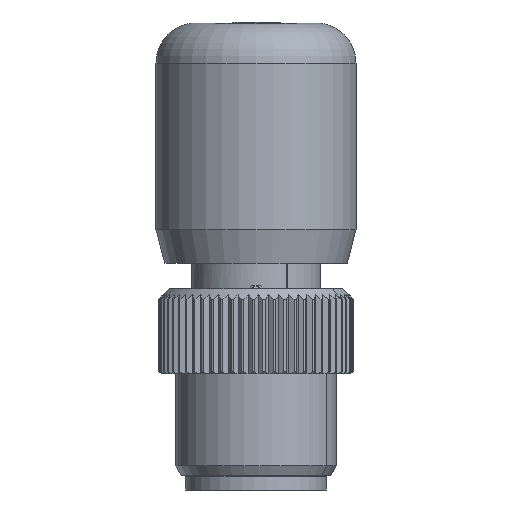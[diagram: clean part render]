
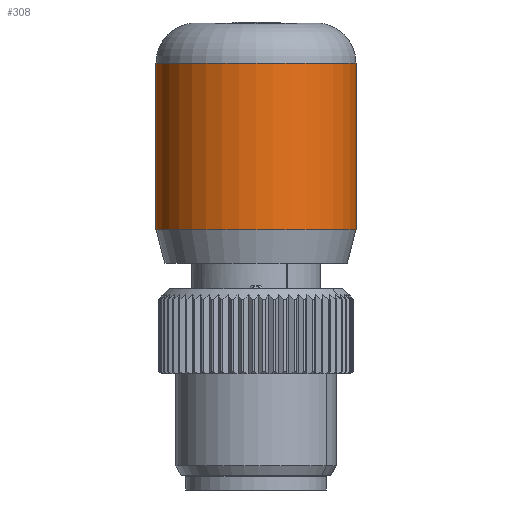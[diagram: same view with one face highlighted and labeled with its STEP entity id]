
A CAD part, front view. The second image highlights one B-rep face of the part: STEP entity #308.
In plain terms, the highlighted cylindrical face has radius 7.5 mm (diameter 15 mm), a partial arc.
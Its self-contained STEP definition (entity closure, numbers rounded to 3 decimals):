
#272=AXIS2_PLACEMENT_3D('Cylinder Axis2P3D',#269,#270,#271) ;
#285=AXIS2_PLACEMENT_3D('Circle Axis2P3D',#283,#284,$) ;
#299=AXIS2_PLACEMENT_3D('Circle Axis2P3D',#297,#298,$) ;
#269=CARTESIAN_POINT('Axis2P3D Location',(7.5,7.5,27.5)) ;
#274=CARTESIAN_POINT('Line Origine',(15.,7.5,27.5)) ;
#278=CARTESIAN_POINT('Vertex',(15.,7.5,19.5)) ;
#280=CARTESIAN_POINT('Vertex',(15.,7.5,32.)) ;
#283=CARTESIAN_POINT('Axis2P3D Location',(7.5,7.5,32.)) ;
#287=CARTESIAN_POINT('Vertex',(0.,7.5,32.)) ;
#290=CARTESIAN_POINT('Line Origine',(0.,7.5,27.5)) ;
#294=CARTESIAN_POINT('Vertex',(0.,7.5,19.5)) ;
#297=CARTESIAN_POINT('Axis2P3D Location',(7.5,7.5,19.5)) ;
#270=DIRECTION('Axis2P3D Direction',(0.,0.,1.)) ;
#271=DIRECTION('Axis2P3D XDirection',(1.,0.,0.)) ;
#275=DIRECTION('Vector Direction',(0.,0.,1.)) ;
#284=DIRECTION('Axis2P3D Direction',(0.,0.,1.)) ;
#291=DIRECTION('Vector Direction',(0.,0.,1.)) ;
#298=DIRECTION('Axis2P3D Direction',(0.,0.,1.)) ;
#276=VECTOR('Line Direction',#275,1.) ;
#292=VECTOR('Line Direction',#291,1.) ;
#303=ORIENTED_EDGE('',*,*,#282,.T.) ;
#304=ORIENTED_EDGE('',*,*,#289,.F.) ;
#305=ORIENTED_EDGE('',*,*,#296,.F.) ;
#306=ORIENTED_EDGE('',*,*,#301,.T.) ;
#308=ADVANCED_FACE('48398_SAIL-M12W-PB-XXX.1\\42281_SAIL_GF_WI_SI_M12.1\\K\X2\00F6\X0\rper.2',(#307),#273,.T.) ;
#286=CIRCLE('generated circle',#285,7.5) ;
#300=CIRCLE('generated circle',#299,7.5) ;
#273=CYLINDRICAL_SURFACE('generated cylinder',#272,7.5) ;
#282=EDGE_CURVE('',#279,#281,#277,.T.) ;
#289=EDGE_CURVE('',#288,#281,#286,.T.) ;
#296=EDGE_CURVE('',#295,#288,#293,.T.) ;
#301=EDGE_CURVE('',#295,#279,#300,.T.) ;
#302=EDGE_LOOP('',(#303,#304,#305,#306)) ;
#307=FACE_OUTER_BOUND('',#302,.T.) ;
#277=LINE('Line',#274,#276) ;
#293=LINE('Line',#290,#292) ;
#279=VERTEX_POINT('',#278) ;
#281=VERTEX_POINT('',#280) ;
#288=VERTEX_POINT('',#287) ;
#295=VERTEX_POINT('',#294) ;
